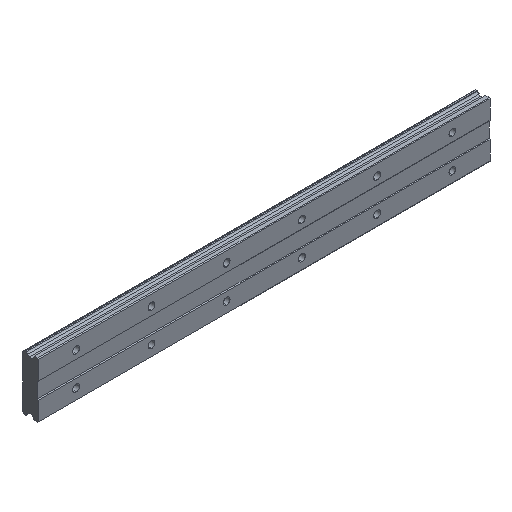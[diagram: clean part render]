
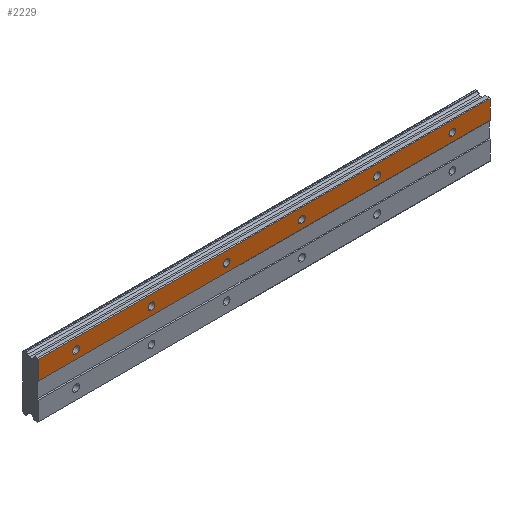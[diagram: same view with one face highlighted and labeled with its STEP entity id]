
A CAD part, isometric view. The second image highlights one B-rep face of the part: STEP entity #2229.
In plain terms, the highlighted planar face has unit normal (0, -1, 0).
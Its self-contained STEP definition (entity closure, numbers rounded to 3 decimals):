
#9 = DIRECTION ( 'NONE',  ( 0., 0., 1. ) ) ;
#15 = EDGE_CURVE ( 'NONE', #347, #2627, #518, .T. ) ;
#16 = DIRECTION ( 'NONE',  ( 0., -1., 0. ) ) ;
#22 = EDGE_CURVE ( 'NONE', #2377, #2873, #683, .T. ) ;
#43 = VERTEX_POINT ( 'NONE', #702 ) ;
#122 = CIRCLE ( 'NONE', #275, 2.25 ) ;
#171 = PLANE ( 'NONE',  #1429 ) ;
#220 = CIRCLE ( 'NONE', #2854, 2.25 ) ;
#228 = DIRECTION ( 'NONE',  ( 0., 0., -1. ) ) ;
#247 = CARTESIAN_POINT ( 'NONE',  ( 0., 0., 11. ) ) ;
#248 = CARTESIAN_POINT ( 'NONE',  ( 275., 0., 5.5 ) ) ;
#264 = VERTEX_POINT ( 'NONE', #649 ) ;
#270 = CARTESIAN_POINT ( 'NONE',  ( 200., 0., 11. ) ) ;
#275 = AXIS2_PLACEMENT_3D ( 'NONE', #270, #3011, #2339 ) ;
#285 = ORIENTED_EDGE ( 'NONE', *, *, #2916, .F. ) ;
#341 = CIRCLE ( 'NONE', #1896, 2.25 ) ;
#347 = VERTEX_POINT ( 'NONE', #834 ) ;
#375 = CARTESIAN_POINT ( 'NONE',  ( 275., 0., 18. ) ) ;
#377 = LINE ( 'NONE', #616, #464 ) ;
#447 = EDGE_CURVE ( 'NONE', #821, #836, #2512, .T. ) ;
#448 = ORIENTED_EDGE ( 'NONE', *, *, #2410, .F. ) ;
#464 = VECTOR ( 'NONE', #1790, 1000. ) ;
#518 = CIRCLE ( 'NONE', #908, 2.25 ) ;
#527 = EDGE_CURVE ( 'NONE', #1012, #1868, #987, .T. ) ;
#551 = AXIS2_PLACEMENT_3D ( 'NONE', #2748, #2564, #1388 ) ;
#574 = CIRCLE ( 'NONE', #2912, 2.25 ) ;
#599 = FACE_BOUND ( 'NONE', #1153, .T. ) ;
#616 = CARTESIAN_POINT ( 'NONE',  ( 275., 0., 18. ) ) ;
#649 = CARTESIAN_POINT ( 'NONE',  ( 200., 0., 8.75 ) ) ;
#661 = DIRECTION ( 'NONE',  ( 0., 0., 1. ) ) ;
#666 = CIRCLE ( 'NONE', #2917, 2.25 ) ;
#678 = CARTESIAN_POINT ( 'NONE',  ( 0., 0., 13.25 ) ) ;
#680 = DIRECTION ( 'NONE',  ( 0., -1., 0. ) ) ;
#683 = LINE ( 'NONE', #1204, #958 ) ;
#702 = CARTESIAN_POINT ( 'NONE',  ( 100., 0., 13.25 ) ) ;
#705 = CARTESIAN_POINT ( 'NONE',  ( 250., 0., 13.25 ) ) ;
#712 = DIRECTION ( 'NONE',  ( 0., 0., 1. ) ) ;
#731 = ORIENTED_EDGE ( 'NONE', *, *, #1145, .F. ) ;
#738 = ORIENTED_EDGE ( 'NONE', *, *, #15, .F. ) ;
#745 = ORIENTED_EDGE ( 'NONE', *, *, #2759, .F. ) ;
#763 = VERTEX_POINT ( 'NONE', #875 ) ;
#783 = EDGE_LOOP ( 'NONE', ( #448, #2693 ) ) ;
#788 = EDGE_CURVE ( 'NONE', #763, #264, #122, .T. ) ;
#821 = VERTEX_POINT ( 'NONE', #678 ) ;
#834 = CARTESIAN_POINT ( 'NONE',  ( 150., 0., 8.75 ) ) ;
#836 = VERTEX_POINT ( 'NONE', #1378 ) ;
#845 = EDGE_LOOP ( 'NONE', ( #1767, #2492, #1174, #2097 ) ) ;
#856 = AXIS2_PLACEMENT_3D ( 'NONE', #1622, #1821, #661 ) ;
#858 = CARTESIAN_POINT ( 'NONE',  ( 50., 0., 13.25 ) ) ;
#875 = CARTESIAN_POINT ( 'NONE',  ( 200., 0., 13.25 ) ) ;
#877 = EDGE_CURVE ( 'NONE', #2567, #2418, #1197, .T. ) ;
#881 = EDGE_CURVE ( 'NONE', #43, #2181, #1051, .T. ) ;
#885 = CARTESIAN_POINT ( 'NONE',  ( 275., 0., 18. ) ) ;
#901 = DIRECTION ( 'NONE',  ( 0., 0., 1. ) ) ;
#908 = AXIS2_PLACEMENT_3D ( 'NONE', #961, #929, #2560 ) ;
#929 = DIRECTION ( 'NONE',  ( 0., -1., 0. ) ) ;
#938 = EDGE_LOOP ( 'NONE', ( #1565, #745 ) ) ;
#952 = VERTEX_POINT ( 'NONE', #2713 ) ;
#958 = VECTOR ( 'NONE', #228, 1000. ) ;
#961 = CARTESIAN_POINT ( 'NONE',  ( 150., 0., 11. ) ) ;
#987 = LINE ( 'NONE', #2894, #2851 ) ;
#1012 = VERTEX_POINT ( 'NONE', #2014 ) ;
#1013 = CARTESIAN_POINT ( 'NONE',  ( 100., 0., 8.75 ) ) ;
#1031 = CARTESIAN_POINT ( 'NONE',  ( 50., 0., 11. ) ) ;
#1051 = CIRCLE ( 'NONE', #1685, 2.25 ) ;
#1058 = DIRECTION ( 'NONE',  ( 0., 1., 0. ) ) ;
#1091 = DIRECTION ( 'NONE',  ( 0., -1., 0. ) ) ;
#1139 = CARTESIAN_POINT ( 'NONE',  ( 100., 0., 11. ) ) ;
#1145 = EDGE_CURVE ( 'NONE', #2181, #43, #220, .T. ) ;
#1153 = EDGE_LOOP ( 'NONE', ( #2938, #1858 ) ) ;
#1171 = CARTESIAN_POINT ( 'NONE',  ( 0., 0., 11. ) ) ;
#1174 = ORIENTED_EDGE ( 'NONE', *, *, #1418, .F. ) ;
#1182 = DIRECTION ( 'NONE',  ( 0., 0., 1. ) ) ;
#1197 = CIRCLE ( 'NONE', #856, 2.25 ) ;
#1204 = CARTESIAN_POINT ( 'NONE',  ( 275., 0., 18.34 ) ) ;
#1217 = CARTESIAN_POINT ( 'NONE',  ( -25., 0., 5.5 ) ) ;
#1228 = AXIS2_PLACEMENT_3D ( 'NONE', #1511, #1091, #2204 ) ;
#1301 = DIRECTION ( 'NONE',  ( 0., 0., 1. ) ) ;
#1378 = CARTESIAN_POINT ( 'NONE',  ( 0., 0., 8.75 ) ) ;
#1388 = DIRECTION ( 'NONE',  ( 0., 0., 1. ) ) ;
#1391 = CARTESIAN_POINT ( 'NONE',  ( 250., 0., 11. ) ) ;
#1418 = EDGE_CURVE ( 'NONE', #1012, #2377, #377, .T. ) ;
#1429 = AXIS2_PLACEMENT_3D ( 'NONE', #375, #1058, #1301 ) ;
#1470 = FACE_OUTER_BOUND ( 'NONE', #845, .T. ) ;
#1477 = EDGE_CURVE ( 'NONE', #2627, #347, #2591, .T. ) ;
#1511 = CARTESIAN_POINT ( 'NONE',  ( 150., 0., 11. ) ) ;
#1558 = FACE_BOUND ( 'NONE', #783, .T. ) ;
#1565 = ORIENTED_EDGE ( 'NONE', *, *, #788, .F. ) ;
#1591 = CARTESIAN_POINT ( 'NONE',  ( 100., 0., 11. ) ) ;
#1622 = CARTESIAN_POINT ( 'NONE',  ( 250., 0., 11. ) ) ;
#1645 = CARTESIAN_POINT ( 'NONE',  ( 275., 0., 5.5 ) ) ;
#1685 = AXIS2_PLACEMENT_3D ( 'NONE', #1591, #2523, #1182 ) ;
#1715 = AXIS2_PLACEMENT_3D ( 'NONE', #247, #16, #901 ) ;
#1738 = CARTESIAN_POINT ( 'NONE',  ( 150., 0., 13.25 ) ) ;
#1767 = ORIENTED_EDGE ( 'NONE', *, *, #1775, .F. ) ;
#1775 = EDGE_CURVE ( 'NONE', #2873, #1868, #2565, .T. ) ;
#1790 = DIRECTION ( 'NONE',  ( 1., 0., 0. ) ) ;
#1802 = FACE_BOUND ( 'NONE', #2237, .T. ) ;
#1821 = DIRECTION ( 'NONE',  ( 0., -1., 0. ) ) ;
#1845 = CARTESIAN_POINT ( 'NONE',  ( 200., 0., 11. ) ) ;
#1858 = ORIENTED_EDGE ( 'NONE', *, *, #2381, .F. ) ;
#1868 = VERTEX_POINT ( 'NONE', #1217 ) ;
#1893 = CARTESIAN_POINT ( 'NONE',  ( 250., 0., 8.75 ) ) ;
#1896 = AXIS2_PLACEMENT_3D ( 'NONE', #1031, #1969, #2637 ) ;
#1906 = EDGE_CURVE ( 'NONE', #952, #2346, #341, .T. ) ;
#1969 = DIRECTION ( 'NONE',  ( 0., -1., 0. ) ) ;
#1975 = EDGE_LOOP ( 'NONE', ( #2751, #731 ) ) ;
#1991 = FACE_BOUND ( 'NONE', #2960, .T. ) ;
#2014 = CARTESIAN_POINT ( 'NONE',  ( -25., 0., 18. ) ) ;
#2097 = ORIENTED_EDGE ( 'NONE', *, *, #527, .T. ) ;
#2103 = DIRECTION ( 'NONE',  ( 0., -1., 0. ) ) ;
#2138 = DIRECTION ( 'NONE',  ( -1., 0., 0. ) ) ;
#2181 = VERTEX_POINT ( 'NONE', #1013 ) ;
#2204 = DIRECTION ( 'NONE',  ( 0., 0., 1. ) ) ;
#2229 = ADVANCED_FACE ( 'NONE', ( #1470, #599, #1802, #2735, #1991, #2918, #1558 ), #171, .F. ) ;
#2237 = EDGE_LOOP ( 'NONE', ( #285, #2294 ) ) ;
#2294 = ORIENTED_EDGE ( 'NONE', *, *, #877, .F. ) ;
#2339 = DIRECTION ( 'NONE',  ( 0., 0., 1. ) ) ;
#2346 = VERTEX_POINT ( 'NONE', #858 ) ;
#2377 = VERTEX_POINT ( 'NONE', #885 ) ;
#2381 = EDGE_CURVE ( 'NONE', #836, #821, #2981, .T. ) ;
#2386 = VECTOR ( 'NONE', #2138, 1000. ) ;
#2391 = DIRECTION ( 'NONE',  ( 0., 0., -1. ) ) ;
#2410 = EDGE_CURVE ( 'NONE', #2346, #952, #2694, .T. ) ;
#2418 = VERTEX_POINT ( 'NONE', #705 ) ;
#2470 = DIRECTION ( 'NONE',  ( 0., -1., 0. ) ) ;
#2492 = ORIENTED_EDGE ( 'NONE', *, *, #22, .F. ) ;
#2512 = CIRCLE ( 'NONE', #2999, 2.25 ) ;
#2523 = DIRECTION ( 'NONE',  ( 0., -1., 0. ) ) ;
#2560 = DIRECTION ( 'NONE',  ( 0., 0., 1. ) ) ;
#2563 = DIRECTION ( 'NONE',  ( 0., 0., 1. ) ) ;
#2564 = DIRECTION ( 'NONE',  ( 0., -1., 0. ) ) ;
#2565 = LINE ( 'NONE', #248, #2386 ) ;
#2567 = VERTEX_POINT ( 'NONE', #1893 ) ;
#2591 = CIRCLE ( 'NONE', #1228, 2.25 ) ;
#2627 = VERTEX_POINT ( 'NONE', #1738 ) ;
#2637 = DIRECTION ( 'NONE',  ( 0., 0., 1. ) ) ;
#2693 = ORIENTED_EDGE ( 'NONE', *, *, #1906, .F. ) ;
#2694 = CIRCLE ( 'NONE', #551, 2.25 ) ;
#2713 = CARTESIAN_POINT ( 'NONE',  ( 50., 0., 8.75 ) ) ;
#2735 = FACE_BOUND ( 'NONE', #938, .T. ) ;
#2748 = CARTESIAN_POINT ( 'NONE',  ( 50., 0., 11. ) ) ;
#2751 = ORIENTED_EDGE ( 'NONE', *, *, #881, .F. ) ;
#2759 = EDGE_CURVE ( 'NONE', #264, #763, #574, .T. ) ;
#2773 = DIRECTION ( 'NONE',  ( 0., -1., 0. ) ) ;
#2851 = VECTOR ( 'NONE', #2391, 1000. ) ;
#2854 = AXIS2_PLACEMENT_3D ( 'NONE', #1139, #680, #712 ) ;
#2873 = VERTEX_POINT ( 'NONE', #1645 ) ;
#2894 = CARTESIAN_POINT ( 'NONE',  ( -25., 0., 18.34 ) ) ;
#2912 = AXIS2_PLACEMENT_3D ( 'NONE', #1845, #2773, #2563 ) ;
#2914 = ORIENTED_EDGE ( 'NONE', *, *, #1477, .F. ) ;
#2916 = EDGE_CURVE ( 'NONE', #2418, #2567, #666, .T. ) ;
#2917 = AXIS2_PLACEMENT_3D ( 'NONE', #1391, #2470, #2925 ) ;
#2918 = FACE_BOUND ( 'NONE', #1975, .T. ) ;
#2925 = DIRECTION ( 'NONE',  ( 0., 0., 1. ) ) ;
#2938 = ORIENTED_EDGE ( 'NONE', *, *, #447, .F. ) ;
#2960 = EDGE_LOOP ( 'NONE', ( #2914, #738 ) ) ;
#2981 = CIRCLE ( 'NONE', #1715, 2.25 ) ;
#2999 = AXIS2_PLACEMENT_3D ( 'NONE', #1171, #2103, #9 ) ;
#3011 = DIRECTION ( 'NONE',  ( 0., -1., 0. ) ) ;
